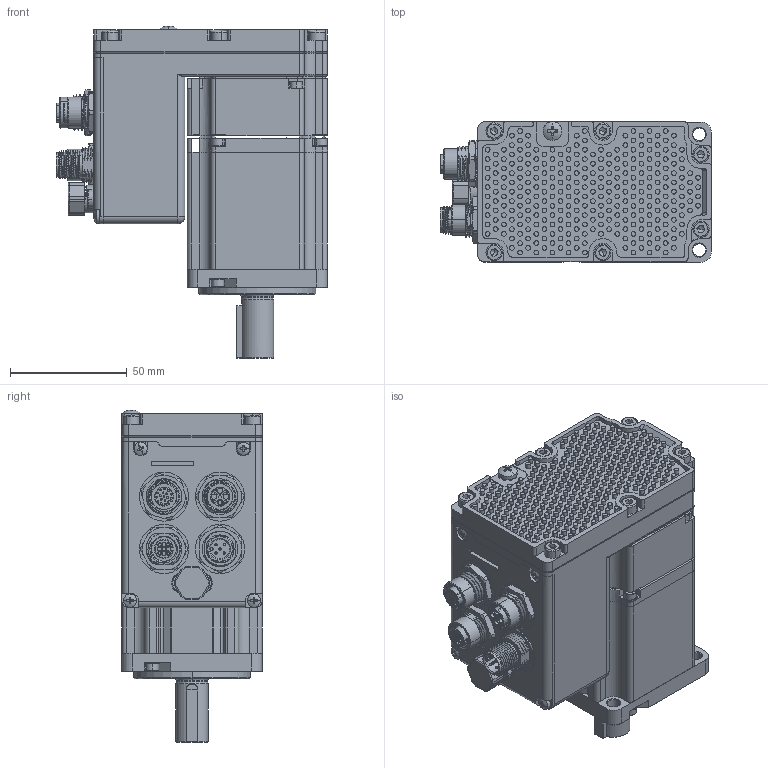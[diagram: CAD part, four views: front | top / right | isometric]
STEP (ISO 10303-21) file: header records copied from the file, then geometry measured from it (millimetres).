
FILE_DESCRIPTION (( 'STEP AP203' ), '1' );
FILE_NAME ('MDX+60-200W Fraba IP65 RC.STEP', '2022-12-12T01:10:09', ( '' ), ( '' ), 'SwSTEP 2.0', 'SolidWorks 2015', '' );
FILE_SCHEMA (( 'CONFIG_CONTROL_DESIGN' ));
Products named in the file (1): MDX+60-200W Fraba IP65 RC
Bounding box: 116.05 x 60.1 x 142.06 mm (x, y, z)
Surface area: 74967 mm2 (no closed solid volume)
Topology: 0 solids, 77 shells, 2337 faces, 6269 edges, 4233 vertices
Faces by surface type: cylinder 1162, plane 815, bspline 135, cone 122, torus 90, sphere 13
Entity records: 100203 total; most frequent: CARTESIAN_POINT 42212, DIRECTION 12628, ORIENTED_EDGE 11018, EDGE_CURVE 6228, AXIS2_PLACEMENT_3D 4986, VERTEX_POINT 4233, EDGE_LOOP 2792, CIRCLE 2783
